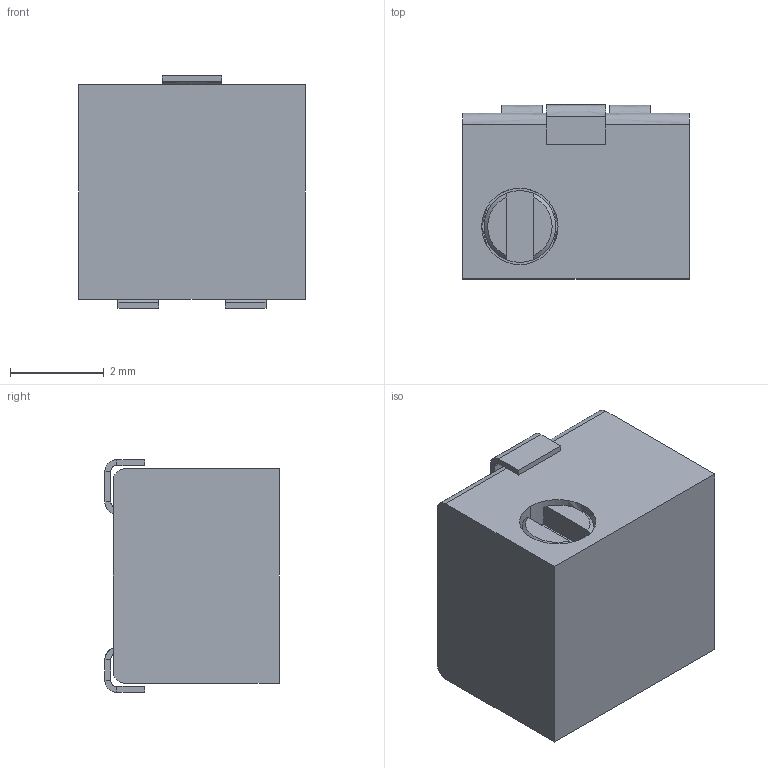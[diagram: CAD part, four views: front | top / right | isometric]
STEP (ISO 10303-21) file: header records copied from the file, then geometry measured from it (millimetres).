
FILE_DESCRIPTION((''),'2;1');
FILE_NAME('3314J001_ASM','2011-01-12T',('minhn'),('Bourns, Inc.'),'PRO/ENGINEER BY PARAMETRIC TECHNOLOGY CORPORATION, 2001200','PRO/ENGINEER BY PARAMETRIC TECHNOLOGY CORPORATION, 2001200','');
FILE_SCHEMA(('AUTOMOTIVE_DESIGN_CC2 { 1 2 10303 214 -1 1 5 2 }'));
Length unit declared in the file: inch
Products named in the file (2): 33756-69200_0; 3314J001_ASM
Assembly tree (1 placements, depth 2):
  3314J001_ASM
    33756-69200_0
Bounding box: 4.83 x 3.71 x 4.95 mm (x, y, z)
Volume: 67.2 mm3; surface area: 203.9 mm2
Topology: 4 solids, 11 shells, 269 faces, 611 edges, 366 vertices
Faces by surface type: bspline 269
Entity records: 11910 total; most frequent: CARTESIAN_POINT 4839, ORIENTED_EDGE 1222, DIRECTION 738, PRESENTATION_STYLE_ASSIGNMENT 615, STYLED_ITEM 615, CURVE_STYLE 611, EDGE_CURVE 611, VECTOR 424
